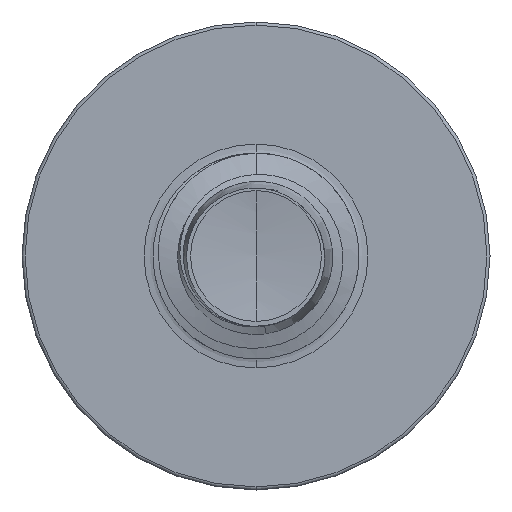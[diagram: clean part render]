
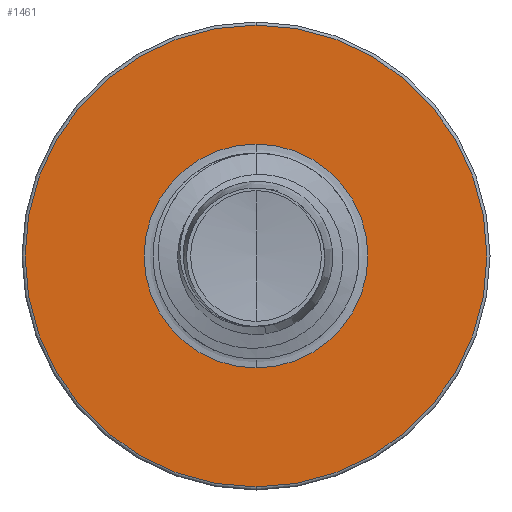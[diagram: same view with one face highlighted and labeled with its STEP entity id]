
A CAD part, front view. The second image highlights one B-rep face of the part: STEP entity #1461.
In plain terms, the highlighted planar face has unit normal (0, -1, 0).
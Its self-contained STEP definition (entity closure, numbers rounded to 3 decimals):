
#831 = DIRECTION ( 'NONE',  ( 0., 0., 1. ) ) ;
#834 = DIRECTION ( 'NONE',  ( 0., 1., 0. ) ) ;
#861 = CARTESIAN_POINT ( 'NONE',  ( 0., 2.25, 0. ) ) ;
#1461 = ADVANCED_FACE ( 'NONE', ( #11815, #9059 ), #9126, .F. ) ;
#3080 = CIRCLE ( 'NONE', #3992, 1.196 ) ;
#3443 = VERTEX_POINT ( 'NONE', #8603 ) ;
#3504 = AXIS2_PLACEMENT_3D ( 'NONE', #9565, #9637, #9111 ) ;
#3557 = CARTESIAN_POINT ( 'NONE',  ( 0., 2.25, 1.196 ) ) ;
#3565 = EDGE_LOOP ( 'NONE', ( #5246, #8211 ) ) ;
#3973 = DIRECTION ( 'NONE',  ( 0., 0., 1. ) ) ;
#3992 = AXIS2_PLACEMENT_3D ( 'NONE', #7064, #4088, #3973 ) ;
#4088 = DIRECTION ( 'NONE',  ( 0., 1., 0. ) ) ;
#5246 = ORIENTED_EDGE ( 'NONE', *, *, #6960, .F. ) ;
#5546 = DIRECTION ( 'NONE',  ( 0., 0., 1. ) ) ;
#5564 = DIRECTION ( 'NONE',  ( 0., 1., 0. ) ) ;
#5577 = CARTESIAN_POINT ( 'NONE',  ( 0., 2.25, 0. ) ) ;
#6421 = CARTESIAN_POINT ( 'NONE',  ( 0., 2.25, 2.467 ) ) ;
#6703 = VERTEX_POINT ( 'NONE', #3557 ) ;
#6960 = EDGE_CURVE ( 'NONE', #10716, #11515, #10245, .T. ) ;
#7064 = CARTESIAN_POINT ( 'NONE',  ( 0., 2.25, 0. ) ) ;
#8211 = ORIENTED_EDGE ( 'NONE', *, *, #8504, .F. ) ;
#8504 = EDGE_CURVE ( 'NONE', #11515, #10716, #11485, .T. ) ;
#8603 = CARTESIAN_POINT ( 'NONE',  ( 0., 2.25, -1.196 ) ) ;
#9059 = FACE_BOUND ( 'NONE', #11934, .T. ) ;
#9111 = DIRECTION ( 'NONE',  ( 0., 0., 1. ) ) ;
#9126 = PLANE ( 'NONE',  #3504 ) ;
#9149 = CIRCLE ( 'NONE', #11444, 1.196 ) ;
#9160 = CARTESIAN_POINT ( 'NONE',  ( 0., 2.25, -2.467 ) ) ;
#9186 = AXIS2_PLACEMENT_3D ( 'NONE', #5577, #5564, #5546 ) ;
#9205 = EDGE_CURVE ( 'NONE', #6703, #3443, #3080, .T. ) ;
#9565 = CARTESIAN_POINT ( 'NONE',  ( 0., 2.25, -1.196 ) ) ;
#9637 = DIRECTION ( 'NONE',  ( 0., 1., 0. ) ) ;
#10245 = CIRCLE ( 'NONE', #9186, 2.467 ) ;
#10495 = EDGE_CURVE ( 'NONE', #3443, #6703, #9149, .T. ) ;
#10506 = DIRECTION ( 'NONE',  ( 0., 0., 1. ) ) ;
#10511 = DIRECTION ( 'NONE',  ( 0., 1., 0. ) ) ;
#10522 = CARTESIAN_POINT ( 'NONE',  ( 0., 2.25, 0. ) ) ;
#10554 = ORIENTED_EDGE ( 'NONE', *, *, #9205, .T. ) ;
#10568 = AXIS2_PLACEMENT_3D ( 'NONE', #861, #834, #831 ) ;
#10716 = VERTEX_POINT ( 'NONE', #6421 ) ;
#11444 = AXIS2_PLACEMENT_3D ( 'NONE', #10522, #10511, #10506 ) ;
#11485 = CIRCLE ( 'NONE', #10568, 2.467 ) ;
#11515 = VERTEX_POINT ( 'NONE', #9160 ) ;
#11619 = ORIENTED_EDGE ( 'NONE', *, *, #10495, .T. ) ;
#11815 = FACE_OUTER_BOUND ( 'NONE', #3565, .T. ) ;
#11934 = EDGE_LOOP ( 'NONE', ( #10554, #11619 ) ) ;
